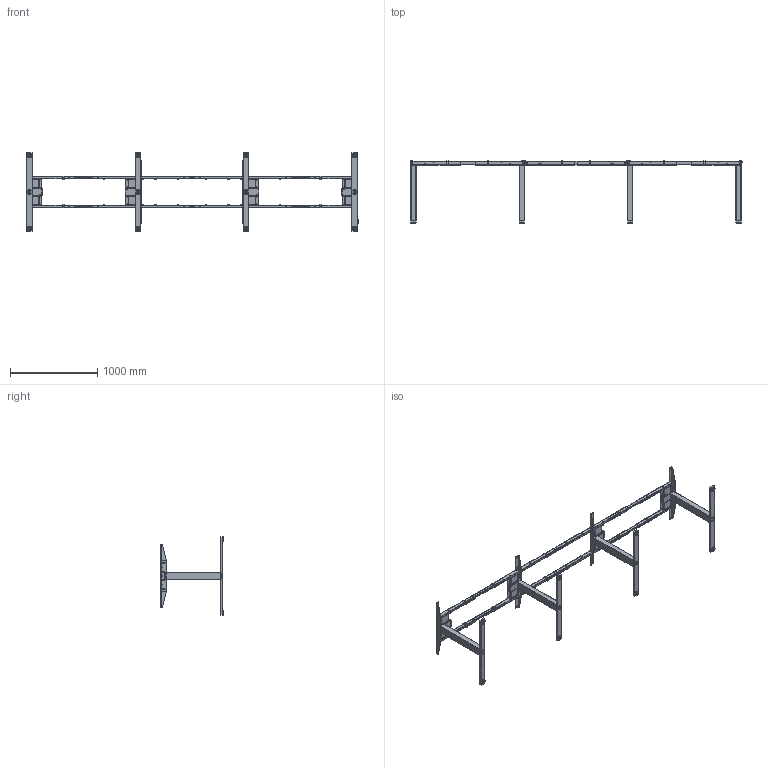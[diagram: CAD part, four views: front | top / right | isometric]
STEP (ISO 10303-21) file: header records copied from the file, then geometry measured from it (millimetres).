
FILE_DESCRIPTION (( 'STEP AP203' ), '1' );
FILE_NAME ('C-4 Conf. 2.0_CL4FYKxxxxxxx_Fl115, foot 900.STEP', '2019-03-18T15:52:09', ( '' ), ( '' ), 'SwSTEP 2.0', 'SolidWorks 2017', '' );
FILE_SCHEMA (( 'CONFIG_CONTROL_DESIGN' ));
Length unit declared in the file: millimetre
Products named in the file (1): C-4 Conf. 2.0_CL4FYKxxxxxxx_Fl115, foot 900
Bounding box: 3800 x 713.5 x 900 mm (x, y, z)
Surface area: 4912358.6 mm2 (no closed solid volume)
Topology: 0 solids, 331 shells, 2107 faces, 11650 edges, 9638 vertices
Faces by surface type: plane 1014, cylinder 735, cone 186, torus 144, bspline 20, sphere 8
Entity records: 121839 total; most frequent: CARTESIAN_POINT 33904, DIRECTION 18408, ORIENTED_EDGE 14636, EDGE_CURVE 11642, VERTEX_POINT 9638, AXIS2_PLACEMENT_3D 6530, VECTOR 5348, LINE 5348
